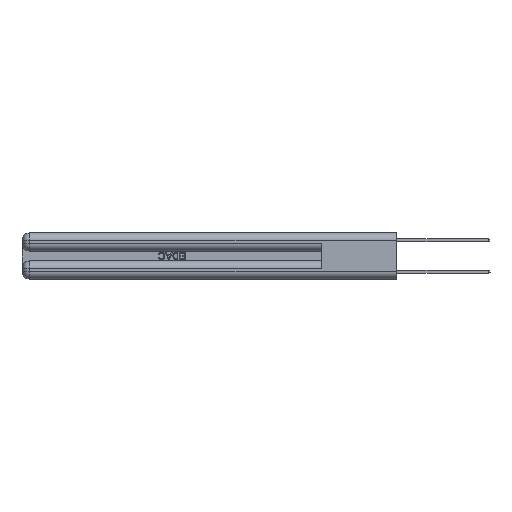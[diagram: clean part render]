
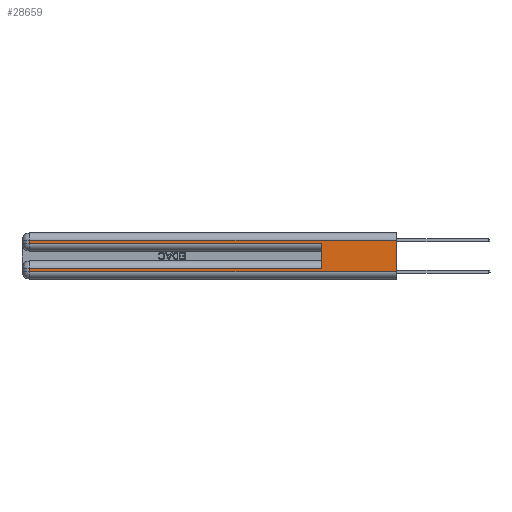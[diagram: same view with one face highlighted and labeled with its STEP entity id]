
A CAD part, left-side view. The second image highlights one B-rep face of the part: STEP entity #28659.
In plain terms, the highlighted planar face has unit normal (-1, 0, 0).
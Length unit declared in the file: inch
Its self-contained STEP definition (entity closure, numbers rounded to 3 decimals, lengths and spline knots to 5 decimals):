
#4 = ORIENTED_EDGE ( 'NONE', *, *, #10310, .T. ) ;
#235 = VERTEX_POINT ( 'NONE', #28826 ) ;
#879 = PLANE ( 'NONE',  #28548 ) ;
#1068 = VERTEX_POINT ( 'NONE', #35477 ) ;
#1389 = LINE ( 'NONE', #18878, #11140 ) ;
#1542 = DIRECTION ( 'NONE',  ( 0., -1., 0. ) ) ;
#2018 = VECTOR ( 'NONE', #28183, 39.37008 ) ;
#2340 = CARTESIAN_POINT ( 'NONE',  ( 0., 0., 0.31 ) ) ;
#2434 = EDGE_CURVE ( 'NONE', #25781, #27073, #27232, .T. ) ;
#2795 = EDGE_CURVE ( 'NONE', #5333, #25124, #35663, .T. ) ;
#3590 = CARTESIAN_POINT ( 'NONE',  ( 0., 0.6, 0.085 ) ) ;
#3694 = CARTESIAN_POINT ( 'NONE',  ( 0., 0., 0.085 ) ) ;
#4140 = VECTOR ( 'NONE', #26426, 39.37008 ) ;
#4524 = VECTOR ( 'NONE', #15695, 39.37008 ) ;
#4526 = DIRECTION ( 'NONE',  ( 0., 0., -1. ) ) ;
#5333 = VERTEX_POINT ( 'NONE', #3590 ) ;
#5384 = VERTEX_POINT ( 'NONE', #7340 ) ;
#5582 = VECTOR ( 'NONE', #4526, 39.37008 ) ;
#5913 = LINE ( 'NONE', #3694, #4140 ) ;
#7340 = CARTESIAN_POINT ( 'NONE',  ( 0., 2.94, 0.085 ) ) ;
#7925 = ORIENTED_EDGE ( 'NONE', *, *, #10349, .T. ) ;
#8531 = DIRECTION ( 'NONE',  ( 0., -1., 0. ) ) ;
#10310 = EDGE_CURVE ( 'NONE', #21035, #235, #18466, .T. ) ;
#10349 = EDGE_CURVE ( 'NONE', #5384, #1068, #30492, .T. ) ;
#10923 = CARTESIAN_POINT ( 'NONE',  ( 0., 0., 0.06 ) ) ;
#11140 = VECTOR ( 'NONE', #1542, 39.37008 ) ;
#12331 = ORIENTED_EDGE ( 'NONE', *, *, #35488, .T. ) ;
#13013 = VECTOR ( 'NONE', #28394, 39.37008 ) ;
#15282 = CARTESIAN_POINT ( 'NONE',  ( 0., 0., 0.37 ) ) ;
#15514 = EDGE_CURVE ( 'NONE', #5333, #5384, #5913, .T. ) ;
#15695 = DIRECTION ( 'NONE',  ( 0., 0., 1. ) ) ;
#17683 = ORIENTED_EDGE ( 'NONE', *, *, #15514, .T. ) ;
#18466 = LINE ( 'NONE', #21509, #5582 ) ;
#18878 = CARTESIAN_POINT ( 'NONE',  ( 0., 0., 0.285 ) ) ;
#20152 = LINE ( 'NONE', #2340, #2018 ) ;
#21035 = VERTEX_POINT ( 'NONE', #35978 ) ;
#21509 = CARTESIAN_POINT ( 'NONE',  ( 0., 2.94, 0.37 ) ) ;
#22303 = CARTESIAN_POINT ( 'NONE',  ( 0., 0., 0.06 ) ) ;
#22363 = ORIENTED_EDGE ( 'NONE', *, *, #24811, .T. ) ;
#23892 = ORIENTED_EDGE ( 'NONE', *, *, #26228, .T. ) ;
#24811 = EDGE_CURVE ( 'NONE', #1068, #27073, #32670, .T. ) ;
#24854 = ORIENTED_EDGE ( 'NONE', *, *, #2795, .F. ) ;
#25124 = VERTEX_POINT ( 'NONE', #25883 ) ;
#25216 = DIRECTION ( 'NONE',  ( 0., 0., -1. ) ) ;
#25365 = ORIENTED_EDGE ( 'NONE', *, *, #2434, .F. ) ;
#25781 = VERTEX_POINT ( 'NONE', #26812 ) ;
#25883 = CARTESIAN_POINT ( 'NONE',  ( 0., 0.6, 0.285 ) ) ;
#26228 = EDGE_CURVE ( 'NONE', #235, #25124, #1389, .T. ) ;
#26426 = DIRECTION ( 'NONE',  ( 0., 1., 0. ) ) ;
#26707 = DIRECTION ( 'NONE',  ( 0., 0., -1. ) ) ;
#26812 = CARTESIAN_POINT ( 'NONE',  ( 0., 0., 0.31 ) ) ;
#27073 = VERTEX_POINT ( 'NONE', #10923 ) ;
#27232 = LINE ( 'NONE', #33837, #13013 ) ;
#27469 = FACE_OUTER_BOUND ( 'NONE', #33855, .T. ) ;
#28183 = DIRECTION ( 'NONE',  ( 0., 1., 0. ) ) ;
#28394 = DIRECTION ( 'NONE',  ( 0., 0., -1. ) ) ;
#28548 = AXIS2_PLACEMENT_3D ( 'NONE', #15282, #35035, #26707 ) ;
#28659 = ADVANCED_FACE ( 'NONE', ( #27469 ), #879, .F. ) ;
#28826 = CARTESIAN_POINT ( 'NONE',  ( 0., 2.94, 0.285 ) ) ;
#29163 = VECTOR ( 'NONE', #25216, 39.37008 ) ;
#30369 = CARTESIAN_POINT ( 'NONE',  ( 0., 2.94, 0.37 ) ) ;
#30492 = LINE ( 'NONE', #30369, #29163 ) ;
#32670 = LINE ( 'NONE', #22303, #34870 ) ;
#32694 = CARTESIAN_POINT ( 'NONE',  ( 0., 0.6, 0.145 ) ) ;
#33837 = CARTESIAN_POINT ( 'NONE',  ( 0., 0., 0.37 ) ) ;
#33855 = EDGE_LOOP ( 'NONE', ( #25365, #12331, #4, #23892, #24854, #17683, #7925, #22363 ) ) ;
#34870 = VECTOR ( 'NONE', #8531, 39.37008 ) ;
#35035 = DIRECTION ( 'NONE',  ( 1., 0., 0. ) ) ;
#35477 = CARTESIAN_POINT ( 'NONE',  ( 0., 2.94, 0.06 ) ) ;
#35488 = EDGE_CURVE ( 'NONE', #25781, #21035, #20152, .T. ) ;
#35663 = LINE ( 'NONE', #32694, #4524 ) ;
#35978 = CARTESIAN_POINT ( 'NONE',  ( 0., 2.94, 0.31 ) ) ;
